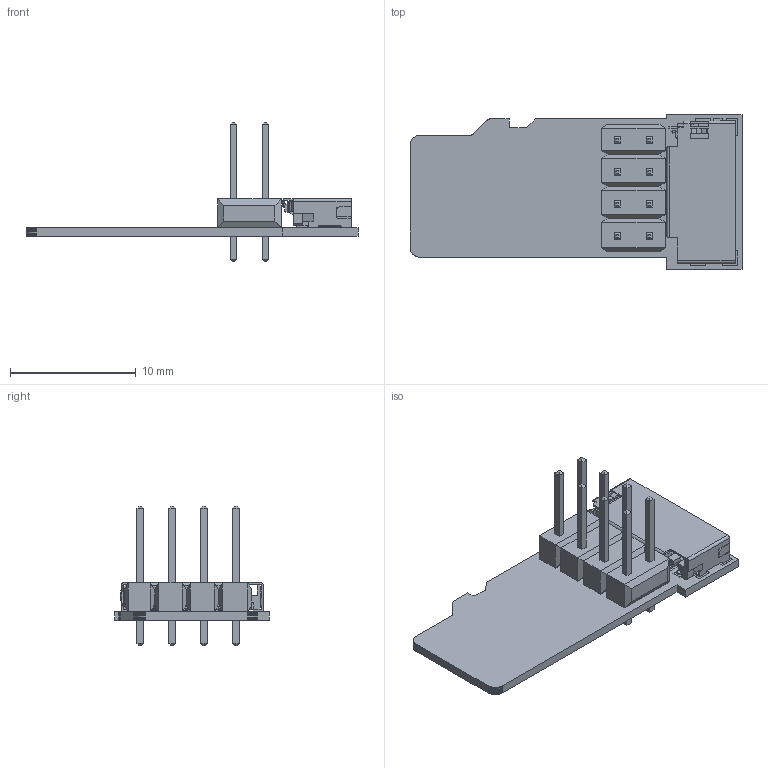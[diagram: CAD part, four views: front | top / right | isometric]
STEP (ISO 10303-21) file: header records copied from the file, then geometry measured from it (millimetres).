
FILE_DESCRIPTION (( 'STEP AP214' ), '1' );
FILE_NAME ('microSD breakout board.STEP', '2026-02-23T04:21:54', ( '' ), ( '' ), 'SwSTEP 2.0', 'SolidWorks 2025', '' );
FILE_SCHEMA (( 'AUTOMOTIVE_DESIGN' ));
Length unit declared in the file: millimetre
Products named in the file (4): Molex 475710001; PCB; microSD breakout board; Molex 10897080
Assembly tree (3 placements, depth 2):
  microSD breakout board
    PCB
    Molex 10897080
    Molex 475710001
Bounding box: 26.42 x 12.33 x 11.1 mm (x, y, z)
Volume: 377.8 mm3; surface area: 1409.4 mm2
Topology: 3 solids, 3 shells, 1095 faces, 3083 edges, 1985 vertices
Faces by surface type: plane 971, cylinder 122, sphere 2
Entity records: 36750 total; most frequent: CARTESIAN_POINT 6221, ORIENTED_EDGE 6162, DIRECTION 5517, EDGE_CURVE 3081, VECTOR 2831, LINE 2831, VERTEX_POINT 1985, AXIS2_PLACEMENT_3D 1343
